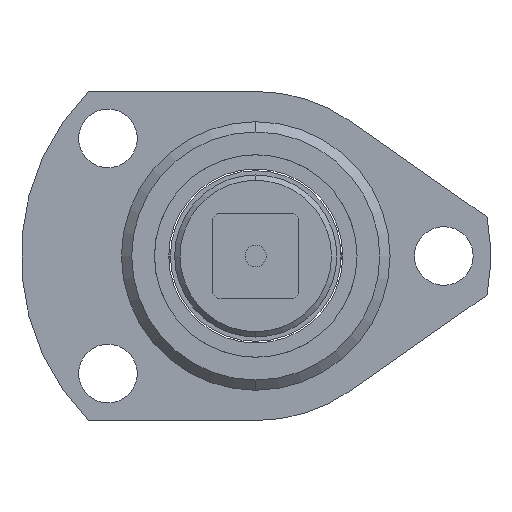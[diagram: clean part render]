
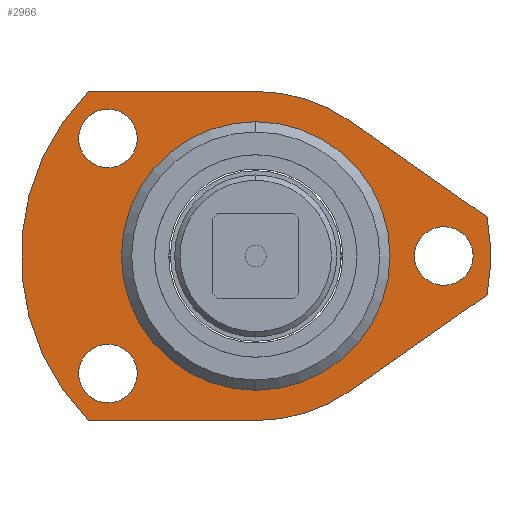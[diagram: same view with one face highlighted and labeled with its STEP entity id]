
A CAD part, left-side view. The second image highlights one B-rep face of the part: STEP entity #2966.
In plain terms, the highlighted planar face has unit normal (-1, 0, 0).
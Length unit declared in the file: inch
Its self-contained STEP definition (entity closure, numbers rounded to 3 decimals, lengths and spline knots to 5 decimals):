
#1 = VERTEX_POINT ( 'NONE', #3907 ) ;
#4 = ORIENTED_EDGE ( 'NONE', *, *, #4432, .F. ) ;
#10 = VERTEX_POINT ( 'NONE', #4692 ) ;
#14 = DIRECTION ( 'NONE',  ( 0., 0., 1. ) ) ;
#76 = CARTESIAN_POINT ( 'NONE',  ( 0.25, -1.35595, 0.22807 ) ) ;
#271 = CARTESIAN_POINT ( 'NONE',  ( 0.25, 0.97992, -0.96457 ) ) ;
#310 = DIRECTION ( 'NONE',  ( 0., 0., 1. ) ) ;
#318 = DIRECTION ( 'NONE',  ( -1., 0., 0. ) ) ;
#518 = ORIENTED_EDGE ( 'NONE', *, *, #2261, .T. ) ;
#533 = VERTEX_POINT ( 'NONE', #9414 ) ;
#619 = CIRCLE ( 'NONE', #8185, 0.1719 ) ;
#674 = EDGE_LOOP ( 'NONE', ( #767, #1236 ) ) ;
#694 = CARTESIAN_POINT ( 'NONE',  ( 0.25, -1.10236, 0. ) ) ;
#767 = ORIENTED_EDGE ( 'NONE', *, *, #9463, .F. ) ;
#793 = ORIENTED_EDGE ( 'NONE', *, *, #2655, .T. ) ;
#852 = CIRCLE ( 'NONE', #8613, 0.1719 ) ;
#868 = CARTESIAN_POINT ( 'NONE',  ( 0.25, 0., 0. ) ) ;
#877 = CARTESIAN_POINT ( 'NONE',  ( 0.25, 0., 0. ) ) ;
#926 = CIRCLE ( 'NONE', #7928, 0.96457 ) ;
#949 = DIRECTION ( 'NONE',  ( 0., 1., 0. ) ) ;
#965 = AXIS2_PLACEMENT_3D ( 'NONE', #868, #3991, #6329 ) ;
#972 = DIRECTION ( 'NONE',  ( -1., 0., 0. ) ) ;
#1018 = EDGE_CURVE ( 'NONE', #10, #1765, #6776, .T. ) ;
#1154 = CIRCLE ( 'NONE', #965, 0.787 ) ;
#1236 = ORIENTED_EDGE ( 'NONE', *, *, #1018, .F. ) ;
#1285 = EDGE_CURVE ( 'NONE', #3447, #2496, #9493, .T. ) ;
#1304 = LINE ( 'NONE', #271, #7555 ) ;
#1357 = CARTESIAN_POINT ( 'NONE',  ( 0.25, 0.86614, 0.51708 ) ) ;
#1463 = CARTESIAN_POINT ( 'NONE',  ( 0.25, -1.10236, 0. ) ) ;
#1725 = ORIENTED_EDGE ( 'NONE', *, *, #8049, .F. ) ;
#1765 = VERTEX_POINT ( 'NONE', #5869 ) ;
#1813 = DIRECTION ( 'NONE',  ( -1., 0., 0. ) ) ;
#1844 = CARTESIAN_POINT ( 'NONE',  ( 0.25, 0., 0. ) ) ;
#1845 = DIRECTION ( 'NONE',  ( 0., 0., 1. ) ) ;
#1851 = CARTESIAN_POINT ( 'NONE',  ( 0.25, 0., 0. ) ) ;
#1878 = FACE_BOUND ( 'NONE', #8162, .T. ) ;
#1913 = DIRECTION ( 'NONE',  ( -1., 0., 0. ) ) ;
#1947 = DIRECTION ( 'NONE',  ( 0., 0., 1. ) ) ;
#2062 = AXIS2_PLACEMENT_3D ( 'NONE', #2365, #3175, #14 ) ;
#2136 = ORIENTED_EDGE ( 'NONE', *, *, #4537, .T. ) ;
#2193 = ORIENTED_EDGE ( 'NONE', *, *, #6868, .T. ) ;
#2261 = EDGE_CURVE ( 'NONE', #4807, #9368, #3010, .T. ) ;
#2264 = DIRECTION ( 'NONE',  ( -1., 0., 0. ) ) ;
#2365 = CARTESIAN_POINT ( 'NONE',  ( 0.25, 0.86614, 0.68898 ) ) ;
#2440 = VECTOR ( 'NONE', #7896, 39.37008 ) ;
#2496 = VERTEX_POINT ( 'NONE', #4620 ) ;
#2591 = FACE_OUTER_BOUND ( 'NONE', #2868, .T. ) ;
#2607 = AXIS2_PLACEMENT_3D ( 'NONE', #877, #972, #6443 ) ;
#2638 = ORIENTED_EDGE ( 'NONE', *, *, #1285, .T. ) ;
#2655 = EDGE_CURVE ( 'NONE', #5311, #9692, #7548, .T. ) ;
#2868 = EDGE_LOOP ( 'NONE', ( #4149, #9028, #793, #7412, #518, #2136, #2638, #2193 ) ) ;
#2966 = ADVANCED_FACE ( 'NONE', ( #1878, #3077, #7491, #9096, #2591 ), #6485, .T. ) ;
#3010 = CIRCLE ( 'NONE', #6762, 0.96457 ) ;
#3077 = FACE_BOUND ( 'NONE', #7228, .T. ) ;
#3133 = EDGE_CURVE ( 'NONE', #533, #5311, #5522, .T. ) ;
#3175 = DIRECTION ( 'NONE',  ( -1., 0., 0. ) ) ;
#3300 = ORIENTED_EDGE ( 'NONE', *, *, #9832, .F. ) ;
#3396 = CARTESIAN_POINT ( 'NONE',  ( 0.25, 0., -0.787 ) ) ;
#3447 = VERTEX_POINT ( 'NONE', #8944 ) ;
#3510 = CARTESIAN_POINT ( 'NONE',  ( 0.25, -1.35595, -0.22807 ) ) ;
#3516 = DIRECTION ( 'NONE',  ( 0., 0., 1. ) ) ;
#3532 = DIRECTION ( 'NONE',  ( -1., 0., 0. ) ) ;
#3629 = EDGE_CURVE ( 'NONE', #1, #9488, #8347, .T. ) ;
#3663 = DIRECTION ( 'NONE',  ( 0., 0., 1. ) ) ;
#3744 = DIRECTION ( 'NONE',  ( 0., 0., 1. ) ) ;
#3777 = DIRECTION ( 'NONE',  ( -1., 0., 0. ) ) ;
#3885 = AXIS2_PLACEMENT_3D ( 'NONE', #8238, #318, #3516 ) ;
#3892 = CARTESIAN_POINT ( 'NONE',  ( 0.25, 0.86614, -0.51708 ) ) ;
#3907 = CARTESIAN_POINT ( 'NONE',  ( 0.25, 0.86614, 0.86088 ) ) ;
#3991 = DIRECTION ( 'NONE',  ( -1., 0., 0. ) ) ;
#4077 = DIRECTION ( 'NONE',  ( -1., 0., 0. ) ) ;
#4137 = VERTEX_POINT ( 'NONE', #8279 ) ;
#4149 = ORIENTED_EDGE ( 'NONE', *, *, #7692, .T. ) ;
#4220 = AXIS2_PLACEMENT_3D ( 'NONE', #694, #3777, #9289 ) ;
#4234 = VERTEX_POINT ( 'NONE', #6032 ) ;
#4432 = EDGE_CURVE ( 'NONE', #9488, #1, #852, .T. ) ;
#4442 = CARTESIAN_POINT ( 'NONE',  ( 0.25, 0., 0. ) ) ;
#4533 = AXIS2_PLACEMENT_3D ( 'NONE', #1851, #1813, #310 ) ;
#4537 = EDGE_CURVE ( 'NONE', #9368, #3447, #6228, .T. ) ;
#4620 = CARTESIAN_POINT ( 'NONE',  ( 0.25, 0.97992, -0.96457 ) ) ;
#4692 = CARTESIAN_POINT ( 'NONE',  ( 0.25, -1.10236, -0.1719 ) ) ;
#4807 = VERTEX_POINT ( 'NONE', #9268 ) ;
#5066 = DIRECTION ( 'NONE',  ( -1., 0., 0. ) ) ;
#5096 = DIRECTION ( 'NONE',  ( -1., 0., 0. ) ) ;
#5115 = EDGE_LOOP ( 'NONE', ( #8858, #1725 ) ) ;
#5223 = DIRECTION ( 'NONE',  ( 0., 0., 1. ) ) ;
#5248 = AXIS2_PLACEMENT_3D ( 'NONE', #4442, #3532, #5223 ) ;
#5311 = VERTEX_POINT ( 'NONE', #7631 ) ;
#5354 = DIRECTION ( 'NONE',  ( -1., 0., 0. ) ) ;
#5522 = LINE ( 'NONE', #3510, #9855 ) ;
#5721 = DIRECTION ( 'NONE',  ( 0., -1., 0. ) ) ;
#5769 = VERTEX_POINT ( 'NONE', #3396 ) ;
#5869 = CARTESIAN_POINT ( 'NONE',  ( 0.25, -1.10236, 0.1719 ) ) ;
#5903 = VERTEX_POINT ( 'NONE', #8418 ) ;
#6032 = CARTESIAN_POINT ( 'NONE',  ( 0.25, 0., -0.96457 ) ) ;
#6057 = EDGE_CURVE ( 'NONE', #9692, #4807, #8929, .T. ) ;
#6179 = DIRECTION ( 'NONE',  ( 0., 0., 1. ) ) ;
#6228 = LINE ( 'NONE', #7091, #7571 ) ;
#6329 = DIRECTION ( 'NONE',  ( 0., 0., 1. ) ) ;
#6443 = DIRECTION ( 'NONE',  ( 0., 0., 1. ) ) ;
#6485 = PLANE ( 'NONE',  #4533 ) ;
#6684 = DIRECTION ( 'NONE',  ( 0., 0., 1. ) ) ;
#6762 = AXIS2_PLACEMENT_3D ( 'NONE', #9799, #5066, #6684 ) ;
#6776 = CIRCLE ( 'NONE', #4220, 0.1719 ) ;
#6803 = CIRCLE ( 'NONE', #8527, 0.1719 ) ;
#6868 = EDGE_CURVE ( 'NONE', #2496, #4234, #1304, .T. ) ;
#7016 = VERTEX_POINT ( 'NONE', #3892 ) ;
#7091 = CARTESIAN_POINT ( 'NONE',  ( 0.25, 0.97992, 0.96457 ) ) ;
#7153 = AXIS2_PLACEMENT_3D ( 'NONE', #7238, #4077, #1845 ) ;
#7228 = EDGE_LOOP ( 'NONE', ( #7826, #4 ) ) ;
#7238 = CARTESIAN_POINT ( 'NONE',  ( 0.25, 0.86614, -0.68898 ) ) ;
#7412 = ORIENTED_EDGE ( 'NONE', *, *, #6057, .T. ) ;
#7491 = FACE_BOUND ( 'NONE', #674, .T. ) ;
#7516 = ORIENTED_EDGE ( 'NONE', *, *, #9703, .F. ) ;
#7548 = CIRCLE ( 'NONE', #5248, 1.375 ) ;
#7555 = VECTOR ( 'NONE', #5721, 39.37008 ) ;
#7571 = VECTOR ( 'NONE', #949, 39.37008 ) ;
#7631 = CARTESIAN_POINT ( 'NONE',  ( 0.25, -1.35595, -0.22807 ) ) ;
#7652 = CIRCLE ( 'NONE', #7153, 0.1719 ) ;
#7692 = EDGE_CURVE ( 'NONE', #4234, #533, #926, .T. ) ;
#7826 = ORIENTED_EDGE ( 'NONE', *, *, #3629, .F. ) ;
#7896 = DIRECTION ( 'NONE',  ( 0., 0.819, 0.574 ) ) ;
#7928 = AXIS2_PLACEMENT_3D ( 'NONE', #1844, #1913, #1947 ) ;
#7962 = CARTESIAN_POINT ( 'NONE',  ( 0.25, -1.35595, 0.22807 ) ) ;
#8049 = EDGE_CURVE ( 'NONE', #5769, #4137, #1154, .T. ) ;
#8162 = EDGE_LOOP ( 'NONE', ( #7516, #3300 ) ) ;
#8185 = AXIS2_PLACEMENT_3D ( 'NONE', #1463, #2264, #3663 ) ;
#8238 = CARTESIAN_POINT ( 'NONE',  ( 0.25, 0., 0. ) ) ;
#8279 = CARTESIAN_POINT ( 'NONE',  ( 0.25, 0., 0.787 ) ) ;
#8347 = CIRCLE ( 'NONE', #2062, 0.1719 ) ;
#8418 = CARTESIAN_POINT ( 'NONE',  ( 0.25, 0.86614, -0.86088 ) ) ;
#8527 = AXIS2_PLACEMENT_3D ( 'NONE', #9092, #5096, #3744 ) ;
#8584 = CIRCLE ( 'NONE', #2607, 0.787 ) ;
#8613 = AXIS2_PLACEMENT_3D ( 'NONE', #9316, #5354, #6179 ) ;
#8825 = EDGE_CURVE ( 'NONE', #4137, #5769, #8584, .T. ) ;
#8858 = ORIENTED_EDGE ( 'NONE', *, *, #8825, .F. ) ;
#8929 = LINE ( 'NONE', #76, #2440 ) ;
#8944 = CARTESIAN_POINT ( 'NONE',  ( 0.25, 0.97992, 0.96457 ) ) ;
#9028 = ORIENTED_EDGE ( 'NONE', *, *, #3133, .T. ) ;
#9092 = CARTESIAN_POINT ( 'NONE',  ( 0.25, 0.86614, -0.68898 ) ) ;
#9096 = FACE_BOUND ( 'NONE', #5115, .T. ) ;
#9116 = CARTESIAN_POINT ( 'NONE',  ( 0.25, 0., 0.96457 ) ) ;
#9268 = CARTESIAN_POINT ( 'NONE',  ( 0.25, -0.55325, 0.79013 ) ) ;
#9289 = DIRECTION ( 'NONE',  ( 0., 0., 1. ) ) ;
#9316 = CARTESIAN_POINT ( 'NONE',  ( 0.25, 0.86614, 0.68898 ) ) ;
#9368 = VERTEX_POINT ( 'NONE', #9116 ) ;
#9414 = CARTESIAN_POINT ( 'NONE',  ( 0.25, -0.55325, -0.79013 ) ) ;
#9463 = EDGE_CURVE ( 'NONE', #1765, #10, #619, .T. ) ;
#9488 = VERTEX_POINT ( 'NONE', #1357 ) ;
#9493 = CIRCLE ( 'NONE', #3885, 1.375 ) ;
#9692 = VERTEX_POINT ( 'NONE', #7962 ) ;
#9703 = EDGE_CURVE ( 'NONE', #7016, #5903, #7652, .T. ) ;
#9799 = CARTESIAN_POINT ( 'NONE',  ( 0.25, 0., 0. ) ) ;
#9832 = EDGE_CURVE ( 'NONE', #5903, #7016, #6803, .T. ) ;
#9855 = VECTOR ( 'NONE', #9908, 39.37008 ) ;
#9908 = DIRECTION ( 'NONE',  ( 0., -0.819, 0.574 ) ) ;
